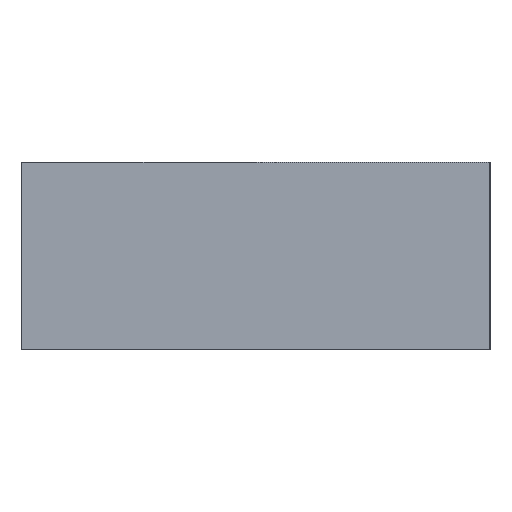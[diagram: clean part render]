
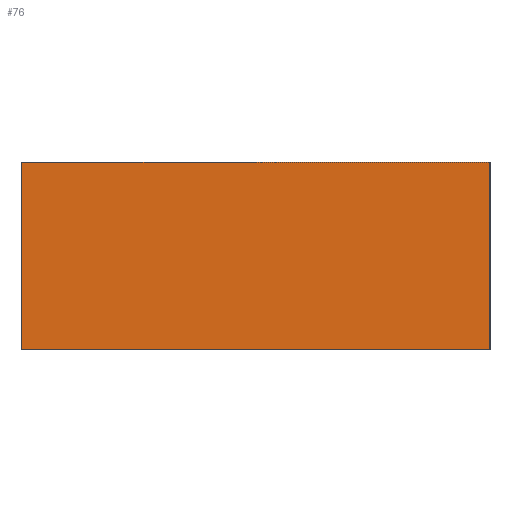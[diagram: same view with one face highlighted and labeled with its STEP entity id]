
A CAD part, left-side view. The second image highlights one B-rep face of the part: STEP entity #76.
In plain terms, the highlighted planar face has unit normal (-1, 0, 0).
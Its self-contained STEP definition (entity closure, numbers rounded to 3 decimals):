
#76 = ADVANCED_FACE( '', ( #137 ), #138, .F. );
#137 = FACE_OUTER_BOUND( '', #263, .T. );
#138 = PLANE( '', #264 );
#263 = EDGE_LOOP( '', ( #398, #399, #400, #401 ) );
#264 = AXIS2_PLACEMENT_3D( '', #402, #403, #404 );
#398 = ORIENTED_EDGE( '', *, *, #814, .T. );
#399 = ORIENTED_EDGE( '', *, *, #815, .F. );
#400 = ORIENTED_EDGE( '', *, *, #816, .F. );
#401 = ORIENTED_EDGE( '', *, *, #817, .T. );
#402 = CARTESIAN_POINT( '', ( -35., 25., 20. ) );
#403 = DIRECTION( '', ( 1., 0., 0. ) );
#404 = DIRECTION( '', ( 0., 0., -1. ) );
#814 = EDGE_CURVE( '', #953, #954, #955, .T. );
#815 = EDGE_CURVE( '', #956, #954, #957, .T. );
#816 = EDGE_CURVE( '', #958, #956, #959, .T. );
#817 = EDGE_CURVE( '', #958, #953, #960, .T. );
#953 = VERTEX_POINT( '', #1178 );
#954 = VERTEX_POINT( '', #1179 );
#955 = LINE( '', #1180, #1181 );
#956 = VERTEX_POINT( '', #1182 );
#957 = LINE( '', #1183, #1184 );
#958 = VERTEX_POINT( '', #1185 );
#959 = LINE( '', #1186, #1187 );
#960 = LINE( '', #1188, #1189 );
#1178 = CARTESIAN_POINT( '', ( -35., 25., 0. ) );
#1179 = CARTESIAN_POINT( '', ( -35., -25., 0. ) );
#1180 = CARTESIAN_POINT( '', ( -35., 25., 0. ) );
#1181 = VECTOR( '', #1494, 1000. );
#1182 = CARTESIAN_POINT( '', ( -35., -25., 20. ) );
#1183 = CARTESIAN_POINT( '', ( -35., -25., 20. ) );
#1184 = VECTOR( '', #1495, 1000. );
#1185 = CARTESIAN_POINT( '', ( -35., 25., 20. ) );
#1186 = CARTESIAN_POINT( '', ( -35., 25., 20. ) );
#1187 = VECTOR( '', #1496, 1000. );
#1188 = CARTESIAN_POINT( '', ( -35., 25., 20. ) );
#1189 = VECTOR( '', #1497, 1000. );
#1494 = DIRECTION( '', ( 0., -1., 0. ) );
#1495 = DIRECTION( '', ( 0., 0., -1. ) );
#1496 = DIRECTION( '', ( 0., -1., 0. ) );
#1497 = DIRECTION( '', ( 0., 0., -1. ) );
